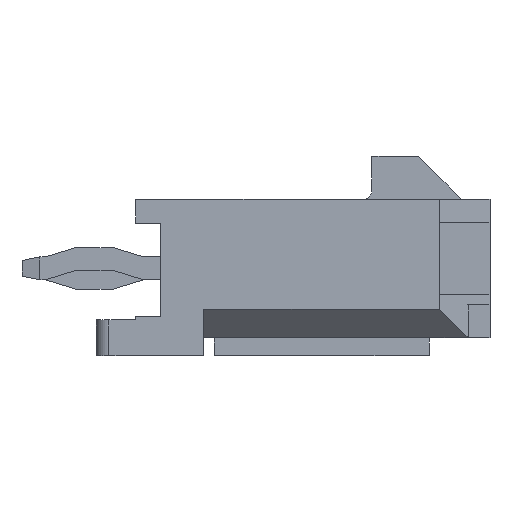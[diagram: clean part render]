
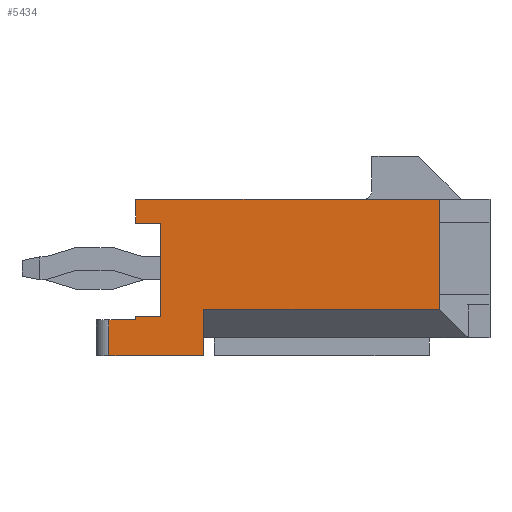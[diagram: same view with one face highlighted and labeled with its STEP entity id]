
A CAD part, left-side view. The second image highlights one B-rep face of the part: STEP entity #5434.
In plain terms, the highlighted planar face has unit normal (-1, 0, 0).
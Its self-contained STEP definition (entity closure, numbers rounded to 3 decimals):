
#115 = DIRECTION ( 'NONE',  ( 0., 0., -1. ) ) ;
#124 = ORIENTED_EDGE ( 'NONE', *, *, #4881, .T. ) ;
#149 = VERTEX_POINT ( 'NONE', #697 ) ;
#226 = DIRECTION ( 'NONE',  ( 0., -1., 0. ) ) ;
#231 = CARTESIAN_POINT ( 'NONE',  ( -4.825, 3.05, -1.685 ) ) ;
#302 = LINE ( 'NONE', #6134, #4332 ) ;
#398 = CARTESIAN_POINT ( 'NONE',  ( -4.825, -3.536, 0. ) ) ;
#608 = CARTESIAN_POINT ( 'NONE',  ( -4.825, 0., 1.515 ) ) ;
#697 = CARTESIAN_POINT ( 'NONE',  ( -4.825, 4.95, 2.185 ) ) ;
#747 = ORIENTED_EDGE ( 'NONE', *, *, #6552, .T. ) ;
#805 = VECTOR ( 'NONE', #2158, 1000. ) ;
#894 = DIRECTION ( 'NONE',  ( 0., 0., -1. ) ) ;
#948 = EDGE_CURVE ( 'NONE', #7421, #7728, #5632, .T. ) ;
#971 = VERTEX_POINT ( 'NONE', #6919 ) ;
#1060 = VECTOR ( 'NONE', #2302, 1000. ) ;
#1089 = ORIENTED_EDGE ( 'NONE', *, *, #2826, .T. ) ;
#1221 = FACE_OUTER_BOUND ( 'NONE', #7100, .T. ) ;
#1402 = AXIS2_PLACEMENT_3D ( 'NONE', #1403, #4898, #6745 ) ;
#1403 = CARTESIAN_POINT ( 'NONE',  ( -4.825, 0., 0. ) ) ;
#1599 = VERTEX_POINT ( 'NONE', #3882 ) ;
#1685 = CARTESIAN_POINT ( 'NONE',  ( -4.825, 4.95, -2.185 ) ) ;
#1855 = LINE ( 'NONE', #3839, #2167 ) ;
#1873 = DIRECTION ( 'NONE',  ( 0., 1., 0. ) ) ;
#1970 = ORIENTED_EDGE ( 'NONE', *, *, #6248, .T. ) ;
#2158 = DIRECTION ( 'NONE',  ( 0., 0., -1. ) ) ;
#2167 = VECTOR ( 'NONE', #115, 1000. ) ;
#2168 = EDGE_CURVE ( 'NONE', #3768, #7634, #3358, .T. ) ;
#2174 = ORIENTED_EDGE ( 'NONE', *, *, #3191, .F. ) ;
#2302 = DIRECTION ( 'NONE',  ( 0., 0., -1. ) ) ;
#2389 = LINE ( 'NONE', #6639, #6883 ) ;
#2479 = ORIENTED_EDGE ( 'NONE', *, *, #948, .F. ) ;
#2503 = LINE ( 'NONE', #4940, #4459 ) ;
#2686 = EDGE_CURVE ( 'NONE', #6871, #7286, #4207, .T. ) ;
#2719 = DIRECTION ( 'NONE',  ( 0., 0., -1. ) ) ;
#2772 = VERTEX_POINT ( 'NONE', #3138 ) ;
#2781 = CARTESIAN_POINT ( 'NONE',  ( -4.825, 4.95, -1.185 ) ) ;
#2789 = CARTESIAN_POINT ( 'NONE',  ( -4.825, 4.95, -1.085 ) ) ;
#2790 = EDGE_CURVE ( 'NONE', #7634, #4893, #2503, .T. ) ;
#2826 = EDGE_CURVE ( 'NONE', #1599, #3768, #4284, .T. ) ;
#2893 = CARTESIAN_POINT ( 'NONE',  ( -4.825, 3.05, -2.185 ) ) ;
#3107 = CARTESIAN_POINT ( 'NONE',  ( -4.825, -3.536, -0.885 ) ) ;
#3138 = CARTESIAN_POINT ( 'NONE',  ( -4.825, -3.536, 1.535 ) ) ;
#3191 = EDGE_CURVE ( 'NONE', #971, #3649, #3964, .T. ) ;
#3332 = VECTOR ( 'NONE', #5128, 1000. ) ;
#3358 = LINE ( 'NONE', #4631, #4025 ) ;
#3542 = LINE ( 'NONE', #5260, #4259 ) ;
#3554 = CARTESIAN_POINT ( 'NONE',  ( -4.825, 5.7, -2.185 ) ) ;
#3585 = DIRECTION ( 'NONE',  ( 0., 0., -1. ) ) ;
#3649 = VERTEX_POINT ( 'NONE', #3107 ) ;
#3768 = VERTEX_POINT ( 'NONE', #2789 ) ;
#3839 = CARTESIAN_POINT ( 'NONE',  ( -4.825, 5.7, -1.185 ) ) ;
#3882 = CARTESIAN_POINT ( 'NONE',  ( -4.825, 4.25, -1.085 ) ) ;
#3944 = CARTESIAN_POINT ( 'NONE',  ( -4.825, 0., -0.885 ) ) ;
#3964 = LINE ( 'NONE', #398, #3332 ) ;
#4025 = VECTOR ( 'NONE', #4059, 1000. ) ;
#4059 = DIRECTION ( 'NONE',  ( 0., 0., -1. ) ) ;
#4062 = VECTOR ( 'NONE', #894, 1000. ) ;
#4149 = ORIENTED_EDGE ( 'NONE', *, *, #7330, .T. ) ;
#4207 = LINE ( 'NONE', #608, #6478 ) ;
#4228 = ORIENTED_EDGE ( 'NONE', *, *, #7257, .F. ) ;
#4259 = VECTOR ( 'NONE', #3585, 1000. ) ;
#4284 = LINE ( 'NONE', #6783, #5358 ) ;
#4285 = PLANE ( 'NONE',  #1402 ) ;
#4306 = VERTEX_POINT ( 'NONE', #6820 ) ;
#4332 = VECTOR ( 'NONE', #2719, 1000. ) ;
#4459 = VECTOR ( 'NONE', #1873, 1000. ) ;
#4631 = CARTESIAN_POINT ( 'NONE',  ( -4.825, 4.95, 2.185 ) ) ;
#4652 = CARTESIAN_POINT ( 'NONE',  ( -4.825, 4.95, 1.515 ) ) ;
#4681 = VECTOR ( 'NONE', #6371, 1000. ) ;
#4881 = EDGE_CURVE ( 'NONE', #7421, #3649, #5593, .T. ) ;
#4893 = VERTEX_POINT ( 'NONE', #7372 ) ;
#4898 = DIRECTION ( 'NONE',  ( -1., 0., 0. ) ) ;
#4940 = CARTESIAN_POINT ( 'NONE',  ( -4.825, 4.95, -1.185 ) ) ;
#4962 = VERTEX_POINT ( 'NONE', #3554 ) ;
#5128 = DIRECTION ( 'NONE',  ( 0., 0., -1. ) ) ;
#5138 = ORIENTED_EDGE ( 'NONE', *, *, #2686, .T. ) ;
#5260 = CARTESIAN_POINT ( 'NONE',  ( -4.825, 4.95, 2.185 ) ) ;
#5358 = VECTOR ( 'NONE', #6744, 1000. ) ;
#5378 = ORIENTED_EDGE ( 'NONE', *, *, #5754, .T. ) ;
#5434 = ADVANCED_FACE ( 'NONE', ( #1221 ), #4285, .T. ) ;
#5435 = DIRECTION ( 'NONE',  ( 0., 1., 0. ) ) ;
#5551 = VECTOR ( 'NONE', #226, 1000. ) ;
#5588 = LINE ( 'NONE', #6296, #4062 ) ;
#5593 = LINE ( 'NONE', #3944, #5551 ) ;
#5632 = LINE ( 'NONE', #231, #805 ) ;
#5754 = EDGE_CURVE ( 'NONE', #149, #6871, #3542, .T. ) ;
#6093 = ORIENTED_EDGE ( 'NONE', *, *, #2790, .T. ) ;
#6134 = CARTESIAN_POINT ( 'NONE',  ( -4.825, -3.536, 1.535 ) ) ;
#6248 = EDGE_CURVE ( 'NONE', #4306, #149, #2389, .T. ) ;
#6296 = CARTESIAN_POINT ( 'NONE',  ( -4.825, -3.536, 0. ) ) ;
#6371 = DIRECTION ( 'NONE',  ( 0., -1., 0. ) ) ;
#6376 = ORIENTED_EDGE ( 'NONE', *, *, #6931, .T. ) ;
#6478 = VECTOR ( 'NONE', #6530, 1000. ) ;
#6530 = DIRECTION ( 'NONE',  ( 0., -1., 0. ) ) ;
#6552 = EDGE_CURVE ( 'NONE', #4962, #7728, #7067, .T. ) ;
#6639 = CARTESIAN_POINT ( 'NONE',  ( -4.825, -4.95, 2.185 ) ) ;
#6744 = DIRECTION ( 'NONE',  ( 0., 1., 0. ) ) ;
#6745 = DIRECTION ( 'NONE',  ( 0., 0., 1. ) ) ;
#6783 = CARTESIAN_POINT ( 'NONE',  ( -4.825, 0., -1.085 ) ) ;
#6820 = CARTESIAN_POINT ( 'NONE',  ( -4.825, -3.536, 2.185 ) ) ;
#6871 = VERTEX_POINT ( 'NONE', #4652 ) ;
#6883 = VECTOR ( 'NONE', #5435, 1000. ) ;
#6919 = CARTESIAN_POINT ( 'NONE',  ( -4.825, -3.536, -0.465 ) ) ;
#6931 = EDGE_CURVE ( 'NONE', #4893, #4962, #1855, .T. ) ;
#7067 = LINE ( 'NONE', #1685, #4681 ) ;
#7071 = CARTESIAN_POINT ( 'NONE',  ( -4.825, 4.25, 1.515 ) ) ;
#7100 = EDGE_LOOP ( 'NONE', ( #2479, #124, #2174, #7443, #4228, #1970, #5378, #5138, #4149, #1089, #7620, #6093, #6376, #747 ) ) ;
#7257 = EDGE_CURVE ( 'NONE', #4306, #2772, #5588, .T. ) ;
#7272 = EDGE_CURVE ( 'NONE', #2772, #971, #302, .T. ) ;
#7286 = VERTEX_POINT ( 'NONE', #7071 ) ;
#7330 = EDGE_CURVE ( 'NONE', #7286, #1599, #7612, .T. ) ;
#7372 = CARTESIAN_POINT ( 'NONE',  ( -4.825, 5.7, -1.185 ) ) ;
#7421 = VERTEX_POINT ( 'NONE', #7766 ) ;
#7443 = ORIENTED_EDGE ( 'NONE', *, *, #7272, .F. ) ;
#7612 = LINE ( 'NONE', #7687, #1060 ) ;
#7620 = ORIENTED_EDGE ( 'NONE', *, *, #2168, .T. ) ;
#7634 = VERTEX_POINT ( 'NONE', #2781 ) ;
#7687 = CARTESIAN_POINT ( 'NONE',  ( -4.825, 4.25, 0. ) ) ;
#7728 = VERTEX_POINT ( 'NONE', #2893 ) ;
#7766 = CARTESIAN_POINT ( 'NONE',  ( -4.825, 3.05, -0.885 ) ) ;
